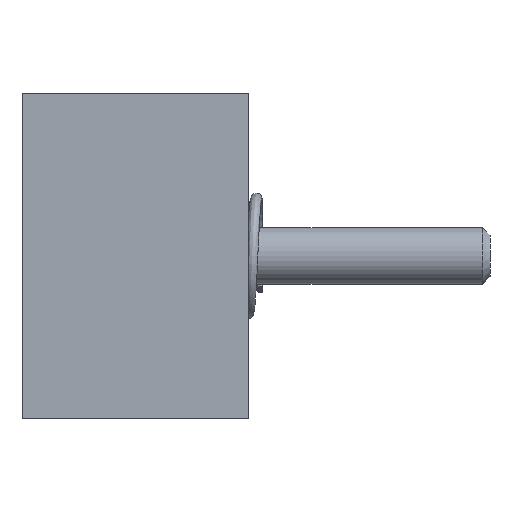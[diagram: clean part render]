
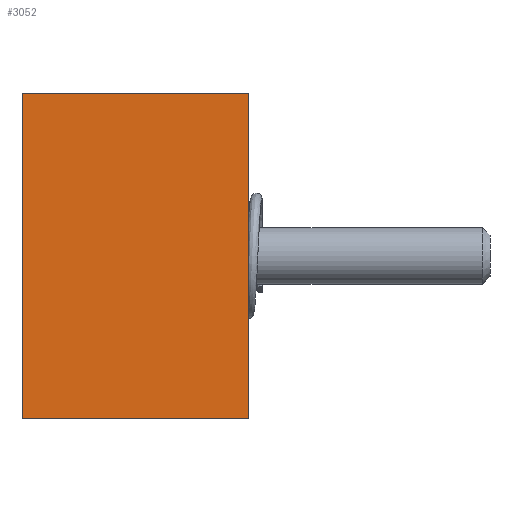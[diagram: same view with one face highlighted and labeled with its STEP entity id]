
A CAD part, left-side view. The second image highlights one B-rep face of the part: STEP entity #3052.
In plain terms, the highlighted planar face has unit normal (-1, 0, 0).
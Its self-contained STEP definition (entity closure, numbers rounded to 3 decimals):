
#78 = VECTOR ( 'NONE', #3817, 1000. ) ;
#93 = FACE_OUTER_BOUND ( 'NONE', #6985, .T. ) ;
#804 = CARTESIAN_POINT ( 'NONE',  ( -26., 8., 11.5 ) ) ;
#832 = DIRECTION ( 'NONE',  ( 0., 1., 0. ) ) ;
#859 = PLANE ( 'NONE',  #6185 ) ;
#1011 = VECTOR ( 'NONE', #7507, 1000. ) ;
#1256 = CARTESIAN_POINT ( 'NONE',  ( -26., 8., 0. ) ) ;
#1307 = VERTEX_POINT ( 'NONE', #5242 ) ;
#1995 = ORIENTED_EDGE ( 'NONE', *, *, #3618, .F. ) ;
#2161 = CARTESIAN_POINT ( 'NONE',  ( -26., 0., 11.5 ) ) ;
#2262 = VERTEX_POINT ( 'NONE', #5020 ) ;
#2825 = VERTEX_POINT ( 'NONE', #6049 ) ;
#3052 = ADVANCED_FACE ( 'Defeature ausgef�hrt1_19', ( #93 ), #859, .F. ) ;
#3072 = LINE ( 'NONE', #2161, #1011 ) ;
#3228 = EDGE_CURVE ( 'Defeature ausgef�hrt1_20+Defeature ausgef�hrt1_19+Defeature ausgef�hrt1_10+Defeature ausgef�hrt1_22', #1307, #2825, #6432, .T. ) ;
#3555 = DIRECTION ( 'NONE',  ( 0., -1., 0. ) ) ;
#3618 = EDGE_CURVE ( 'Defeature ausgef�hrt1_10+Defeature ausgef�hrt1_19+Defeature ausgef�hrt1_18+Defeature ausgef�hrt1_20', #2262, #1307, #4213, .T. ) ;
#3817 = DIRECTION ( 'NONE',  ( 0., 0., 1. ) ) ;
#4213 = LINE ( 'NONE', #7802, #78 ) ;
#4294 = VERTEX_POINT ( 'NONE', #4596 ) ;
#4596 = CARTESIAN_POINT ( 'NONE',  ( -26., 0., 0. ) ) ;
#4641 = VECTOR ( 'NONE', #3555, 1000. ) ;
#4712 = VECTOR ( 'NONE', #6578, 1000. ) ;
#5020 = CARTESIAN_POINT ( 'NONE',  ( -26., 8., 0. ) ) ;
#5242 = CARTESIAN_POINT ( 'NONE',  ( -26., 8., 11.5 ) ) ;
#5306 = ORIENTED_EDGE ( 'NONE', *, *, #3228, .F. ) ;
#5480 = CARTESIAN_POINT ( 'NONE',  ( -26., 8., 11.5 ) ) ;
#6049 = CARTESIAN_POINT ( 'NONE',  ( -26., 0., 11.5 ) ) ;
#6097 = DIRECTION ( 'NONE',  ( 1., 0., 0. ) ) ;
#6185 = AXIS2_PLACEMENT_3D ( 'NONE', #804, #6097, #832 ) ;
#6432 = LINE ( 'NONE', #5480, #4641 ) ;
#6578 = DIRECTION ( 'NONE',  ( 0., -1., 0. ) ) ;
#6710 = EDGE_CURVE ( 'Defeature ausgef�hrt1_19+Defeature ausgef�hrt1_22+Defeature ausgef�hrt1_18+Defeature ausgef�hrt1_20', #4294, #2825, #3072, .T. ) ;
#6985 = EDGE_LOOP ( 'NONE', ( #7338, #5306, #1995, #8633 ) ) ;
#7338 = ORIENTED_EDGE ( 'NONE', *, *, #6710, .T. ) ;
#7507 = DIRECTION ( 'NONE',  ( 0., 0., 1. ) ) ;
#7556 = LINE ( 'NONE', #1256, #4712 ) ;
#7802 = CARTESIAN_POINT ( 'NONE',  ( -26., 8., 11.5 ) ) ;
#8270 = EDGE_CURVE ( 'Defeature ausgef�hrt1_19+Defeature ausgef�hrt1_18+Defeature ausgef�hrt1_10+Defeature ausgef�hrt1_22', #2262, #4294, #7556, .T. ) ;
#8633 = ORIENTED_EDGE ( 'NONE', *, *, #8270, .T. ) ;
